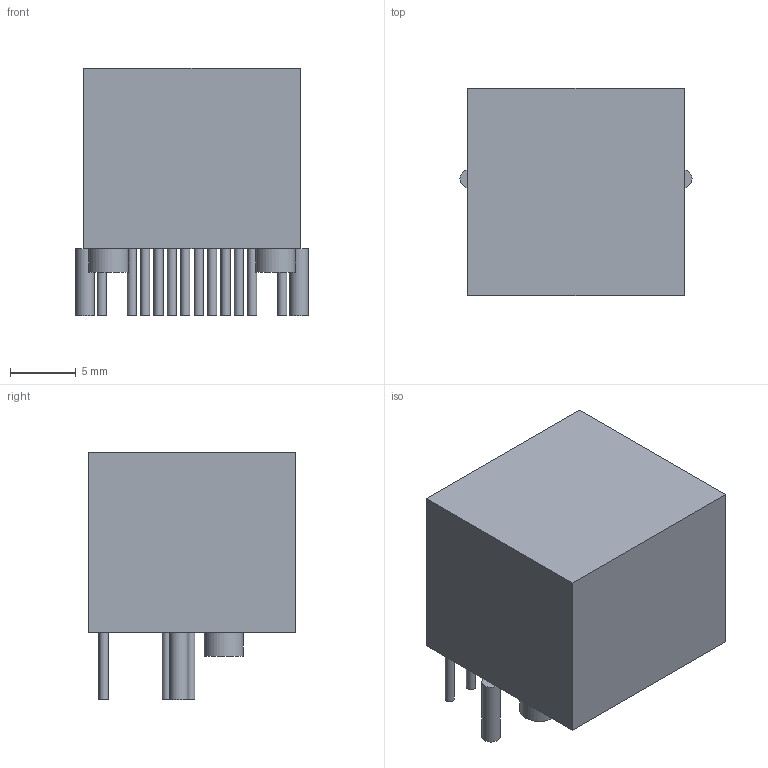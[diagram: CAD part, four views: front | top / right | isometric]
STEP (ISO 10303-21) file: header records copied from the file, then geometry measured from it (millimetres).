
FILE_DESCRIPTION(('FreeCAD Model'),'2;1');
FILE_NAME('3857762.1.12.stp','2021-04-08T15:17:25',( 'Author'),(''),'Open CASCADE STEP processor 6.9','FreeCAD','Unknown' );
FILE_SCHEMA(('AUTOMOTIVE_DESIGN { 1 0 10303 214 1 1 1 1 }'));
Length unit declared in the file: millimetre
Products named in the file (4): ASSEMBLY; Body; Lugs; Leads
Assembly tree (3 placements, depth 2):
  ASSEMBLY
    Body
    Lugs
    Leads
Bounding box: 17.65 x 15.75 x 18.81 mm (x, y, z)
Volume: 3627.1 mm3; surface area: 1661 mm2
Topology: 17 solids, 17 shells, 54 faces, 60 edges, 40 vertices
Faces by surface type: plane 38, cylinder 16
Full cylindrical faces by diameter (mm): 0.7 x12, 1.4 x2, 3 x2
Entity records: 2006 total; most frequent: DIRECTION 328, CARTESIAN_POINT 278, ORIENTED_EDGE 120, PCURVE 120, DEFINITIONAL_REPRESENTATION 120, LINE 116, VECTOR 116, AXIS2_PLACEMENT_3D 90
